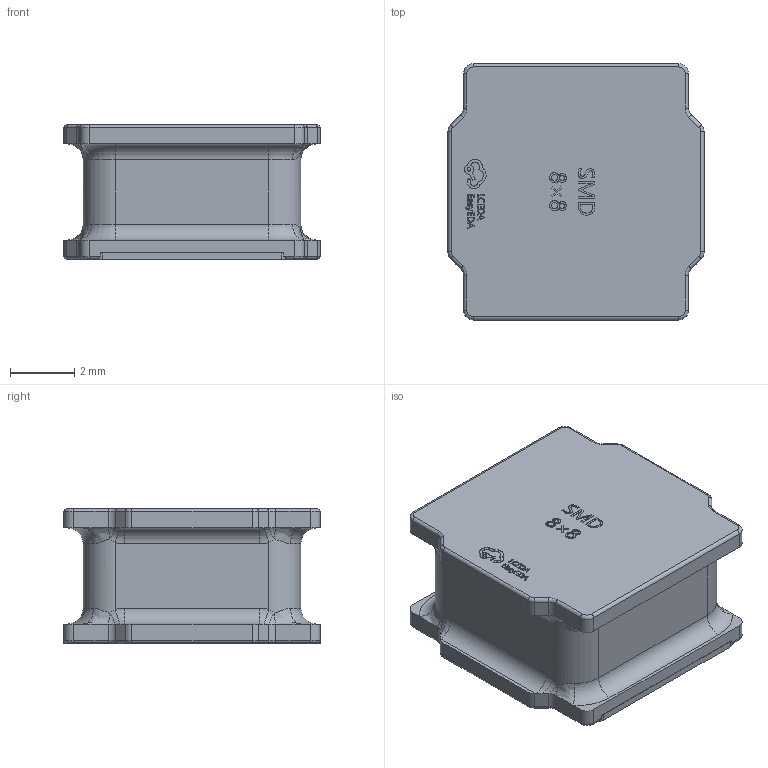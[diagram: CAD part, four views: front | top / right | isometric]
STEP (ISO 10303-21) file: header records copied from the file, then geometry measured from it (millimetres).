
FILE_DESCRIPTION (( 'STEP AP214' ), '1' );
FILE_NAME ('IND-SMD_L8.0-W8.0-H4.2.step', '2022-07-09T00:56:43', ( '' ), ( '' ), 'SwSTEP 2.0', 'SolidWorks 2020', '' );
FILE_SCHEMA (( 'AUTOMOTIVE_DESIGN' ));
Length unit declared in the file: millimetre
Products named in the file (1): IND-SMD_L8.0-W8.0-H4.2
Bounding box: 8 x 8.02 x 4.22 mm (x, y, z)
Volume: 211.5 mm3; surface area: 252.5 mm2
Topology: 1 solids, 1 shells, 564 faces, 1479 edges, 946 vertices
Faces by surface type: plane 268, bspline 198, cylinder 66, torus 32
Entity records: 28453 total; most frequent: CARTESIAN_POINT 9636, ORIENTED_EDGE 2942, DIRECTION 1989, EDGE_CURVE 1471, VERTEX_POINT 946, VECTOR 911, LINE 911, EDGE_LOOP 601
